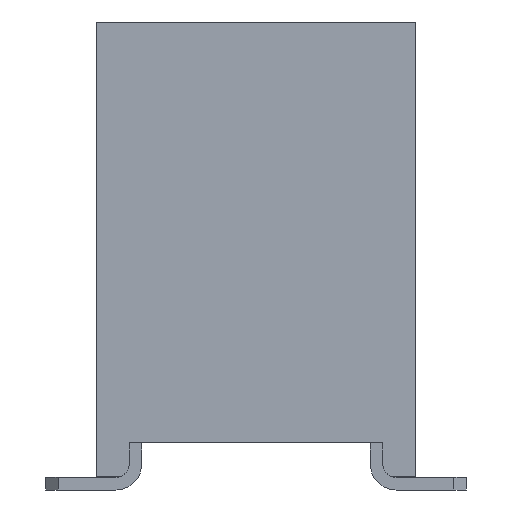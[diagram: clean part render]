
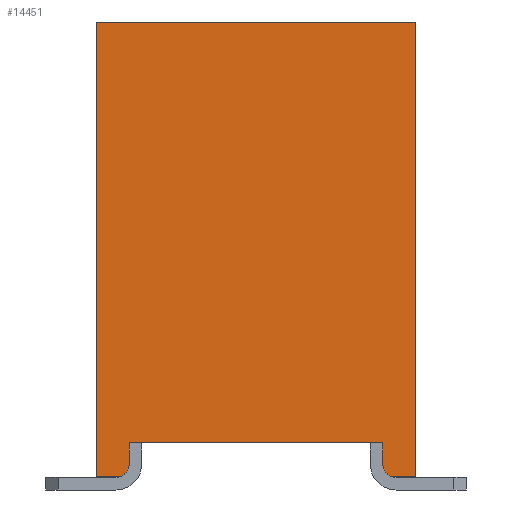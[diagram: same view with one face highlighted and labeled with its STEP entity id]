
A CAD part, front view. The second image highlights one B-rep face of the part: STEP entity #14451.
In plain terms, the highlighted face is planar.
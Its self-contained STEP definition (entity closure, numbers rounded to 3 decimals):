
#185=CIRCLE('',#15346,0.2);
#187=CIRCLE('',#15373,0.2);
#1552=ORIENTED_EDGE('',*,*,#5713,.T.);
#1553=ORIENTED_EDGE('',*,*,#5714,.T.);
#1554=ORIENTED_EDGE('',*,*,#5374,.T.);
#1555=ORIENTED_EDGE('',*,*,#5380,.F.);
#1556=ORIENTED_EDGE('',*,*,#5715,.F.);
#1557=ORIENTED_EDGE('',*,*,#5382,.T.);
#1558=ORIENTED_EDGE('',*,*,#5372,.T.);
#1559=ORIENTED_EDGE('',*,*,#5635,.T.);
#1560=ORIENTED_EDGE('',*,*,#5709,.T.);
#1561=ORIENTED_EDGE('',*,*,#5707,.T.);
#5372=EDGE_CURVE('',#7583,#7582,#9002,.T.);
#5374=EDGE_CURVE('',#7584,#7585,#9004,.T.);
#5380=EDGE_CURVE('',#7589,#7585,#9010,.T.);
#5382=EDGE_CURVE('',#7591,#7583,#9012,.T.);
#5635=EDGE_CURVE('',#7582,#7751,#185,.T.);
#5707=EDGE_CURVE('',#7796,#7795,#9334,.T.);
#5709=EDGE_CURVE('',#7751,#7796,#9336,.T.);
#5713=EDGE_CURVE('',#7795,#7798,#9340,.T.);
#5714=EDGE_CURVE('',#7798,#7584,#187,.T.);
#5715=EDGE_CURVE('',#7591,#7589,#9341,.T.);
#7582=VERTEX_POINT('',#20709);
#7583=VERTEX_POINT('',#20711);
#7584=VERTEX_POINT('',#20715);
#7585=VERTEX_POINT('',#20716);
#7589=VERTEX_POINT('',#20726);
#7591=VERTEX_POINT('',#20732);
#7751=VERTEX_POINT('',#21241);
#7795=VERTEX_POINT('',#21379);
#7796=VERTEX_POINT('',#21381);
#7798=VERTEX_POINT('',#21392);
#9002=LINE('',#20710,#10568);
#9004=LINE('',#20714,#10570);
#9010=LINE('',#20727,#10576);
#9012=LINE('',#20731,#10578);
#9334=LINE('',#21380,#10900);
#9336=LINE('',#21384,#10902);
#9340=LINE('',#21391,#10906);
#9341=LINE('',#21394,#10907);
#10568=VECTOR('',#16547,1000.);
#10570=VECTOR('',#16551,1000.);
#10576=VECTOR('',#16559,1000.);
#10578=VECTOR('',#16563,1000.);
#10900=VECTOR('',#17129,1000.);
#10902=VECTOR('',#17133,1000.);
#10906=VECTOR('',#17141,1000.);
#10907=VECTOR('',#17144,1000.);
#12266=EDGE_LOOP('',(#1552,#1553,#1554,#1555,#1556,#1557,#1558,#1559,#1560,
#1561));
#13098=FACE_BOUND('',#12266,.T.);
#13920=PLANE('',#15372);
#14451=ADVANCED_FACE('',(#13098),#13920,.T.);
#15346=AXIS2_PLACEMENT_3D('',#21242,#17011,#17012);
#15372=AXIS2_PLACEMENT_3D('',#21390,#17139,#17140);
#15373=AXIS2_PLACEMENT_3D('',#21393,#17142,#17143);
#16547=DIRECTION('',(0.,1.,0.));
#16551=DIRECTION('',(0.,1.,0.));
#16559=DIRECTION('',(0.,0.,-1.));
#16563=DIRECTION('',(0.,0.,-1.));
#17011=DIRECTION('',(1.,0.,0.));
#17012=DIRECTION('',(0.,0.,-1.));
#17129=DIRECTION('',(0.,1.,0.));
#17133=DIRECTION('',(0.,0.,1.));
#17139=DIRECTION('',(1.,0.,0.));
#17140=DIRECTION('',(0.,0.,-1.));
#17141=DIRECTION('',(0.,0.,-1.));
#17142=DIRECTION('',(1.,0.,0.));
#17143=DIRECTION('',(0.,0.,-1.));
#17144=DIRECTION('',(0.,1.,0.));
#20709=CARTESIAN_POINT('',(6.6,-2.22,-3.62));
#20710=CARTESIAN_POINT('',(6.6,-2.54,-3.62));
#20711=CARTESIAN_POINT('',(6.6,-2.54,-3.62));
#20714=CARTESIAN_POINT('',(6.6,-2.54,-3.62));
#20715=CARTESIAN_POINT('',(6.6,2.22,-3.62));
#20716=CARTESIAN_POINT('',(6.6,2.54,-3.62));
#20726=CARTESIAN_POINT('',(6.6,2.54,3.62));
#20727=CARTESIAN_POINT('',(6.6,2.54,3.62));
#20731=CARTESIAN_POINT('',(6.6,-2.54,3.62));
#20732=CARTESIAN_POINT('',(6.6,-2.54,3.62));
#21241=CARTESIAN_POINT('',(6.6,-2.02,-3.42));
#21242=CARTESIAN_POINT('',(6.6,-2.22,-3.42));
#21379=CARTESIAN_POINT('',(6.6,2.02,-3.08));
#21380=CARTESIAN_POINT('',(6.6,-2.02,-3.08));
#21381=CARTESIAN_POINT('',(6.6,-2.02,-3.08));
#21384=CARTESIAN_POINT('',(6.6,-2.02,-3.62));
#21390=CARTESIAN_POINT('',(6.6,-2.54,3.62));
#21391=CARTESIAN_POINT('',(6.6,2.02,-3.08));
#21392=CARTESIAN_POINT('',(6.6,2.02,-3.42));
#21393=CARTESIAN_POINT('',(6.6,2.22,-3.42));
#21394=CARTESIAN_POINT('',(6.6,-2.54,3.62));
